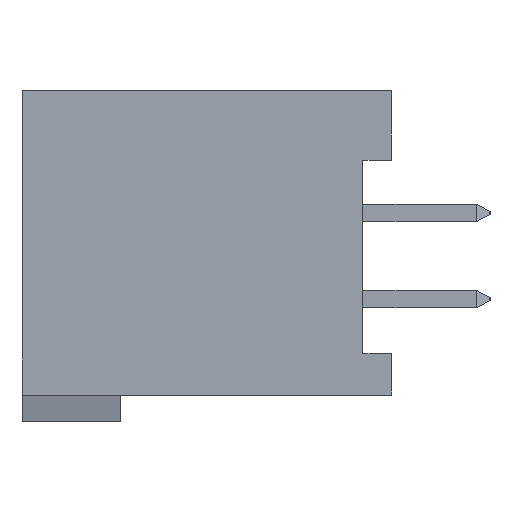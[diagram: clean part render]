
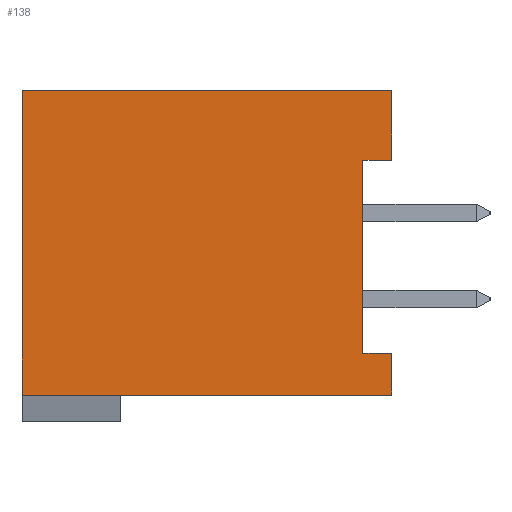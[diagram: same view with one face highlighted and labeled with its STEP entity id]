
A CAD part, left-side view. The second image highlights one B-rep face of the part: STEP entity #138.
In plain terms, the highlighted planar face has unit normal (-1, 0, 0).
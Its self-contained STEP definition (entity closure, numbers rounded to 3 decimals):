
#138=ADVANCED_FACE('',(#651),#652,.T.);
#651=FACE_OUTER_BOUND('',#1566,.T.);
#652=PLANE('',#1567);
#1566=EDGE_LOOP('',(#2790,#2791,#2792,#2793,#2794,#2795,#2796,#2797));
#1567=AXIS2_PLACEMENT_3D('',#2798,#2799,#2800);
#2790=ORIENTED_EDGE('',*,*,#5820,.T.);
#2791=ORIENTED_EDGE('',*,*,#5822,.T.);
#2792=ORIENTED_EDGE('',*,*,#5725,.T.);
#2793=ORIENTED_EDGE('',*,*,#5720,.F.);
#2794=ORIENTED_EDGE('',*,*,#5817,.T.);
#2795=ORIENTED_EDGE('',*,*,#5823,.F.);
#2796=ORIENTED_EDGE('',*,*,#5624,.F.);
#2797=ORIENTED_EDGE('',*,*,#5664,.T.);
#2798=CARTESIAN_POINT('',(-14.06,5.45,-4.875));
#2799=DIRECTION('',(-1.0,0.0,0.0));
#2800=DIRECTION('',(0.0,0.0,1.0));
#5624=EDGE_CURVE('',#6719,#6720,#6721,.T.);
#5664=EDGE_CURVE('',#6719,#6792,#6794,.T.);
#5720=EDGE_CURVE('',#6885,#6887,#6888,.T.);
#5725=EDGE_CURVE('',#6895,#6887,#6896,.T.);
#5817=EDGE_CURVE('',#6885,#7070,#7072,.T.);
#5820=EDGE_CURVE('',#6792,#7074,#7076,.T.);
#5822=EDGE_CURVE('',#7074,#6895,#7078,.T.);
#5823=EDGE_CURVE('',#6720,#7070,#7079,.T.);
#6719=VERTEX_POINT('',#8284);
#6720=VERTEX_POINT('',#8285);
#6721=LINE('',#8286,#8287);
#6792=VERTEX_POINT('',#8392);
#6794=LINE('',#8395,#8396);
#6885=VERTEX_POINT('',#8537);
#6887=VERTEX_POINT('',#8540);
#6888=LINE('',#8541,#8542);
#6895=VERTEX_POINT('',#8553);
#6896=LINE('',#8554,#8555);
#7070=VERTEX_POINT('',#8819);
#7072=LINE('',#8822,#8823);
#7074=VERTEX_POINT('',#8826);
#7076=LINE('',#8829,#8830);
#7078=LINE('',#8833,#8834);
#7079=LINE('',#8835,#8836);
#8284=CARTESIAN_POINT('',(-14.06,5.45,-4.1));
#8285=CARTESIAN_POINT('',(-14.06,5.45,4.875));
#8286=CARTESIAN_POINT('',(-14.06,5.45,-4.1));
#8287=VECTOR('',#10768,8.975);
#8392=CARTESIAN_POINT('',(-14.06,-5.45,-4.1));
#8395=CARTESIAN_POINT('',(-14.06,5.45,-4.1));
#8396=VECTOR('',#10816,10.9);
#8537=CARTESIAN_POINT('',(-14.06,-5.45,2.825));
#8540=CARTESIAN_POINT('',(-14.06,-4.6,2.825));
#8541=CARTESIAN_POINT('',(-14.06,-5.45,2.825));
#8542=VECTOR('',#10880,0.85);
#8553=CARTESIAN_POINT('',(-14.06,-4.6,-2.875));
#8554=CARTESIAN_POINT('',(-14.06,-4.6,-2.875));
#8555=VECTOR('',#10885,5.7);
#8819=CARTESIAN_POINT('',(-14.06,-5.45,4.875));
#8822=CARTESIAN_POINT('',(-14.06,-5.45,2.825));
#8823=VECTOR('',#10977,2.05);
#8826=CARTESIAN_POINT('',(-14.06,-5.45,-2.875));
#8829=CARTESIAN_POINT('',(-14.06,-5.45,-4.1));
#8830=VECTOR('',#10980,1.225);
#8833=CARTESIAN_POINT('',(-14.06,-5.45,-2.875));
#8834=VECTOR('',#10982,0.85);
#8835=CARTESIAN_POINT('',(-14.06,5.45,4.875));
#8836=VECTOR('',#10983,10.9);
#10768=DIRECTION('',(0.0,0.0,1.0));
#10816=DIRECTION('',(0.0,-1.0,0.0));
#10880=DIRECTION('',(0.0,1.0,0.0));
#10885=DIRECTION('',(0.0,0.0,1.0));
#10977=DIRECTION('',(0.0,0.0,1.0));
#10980=DIRECTION('',(0.0,0.0,1.0));
#10982=DIRECTION('',(0.0,1.0,0.0));
#10983=DIRECTION('',(0.0,-1.0,0.0));
